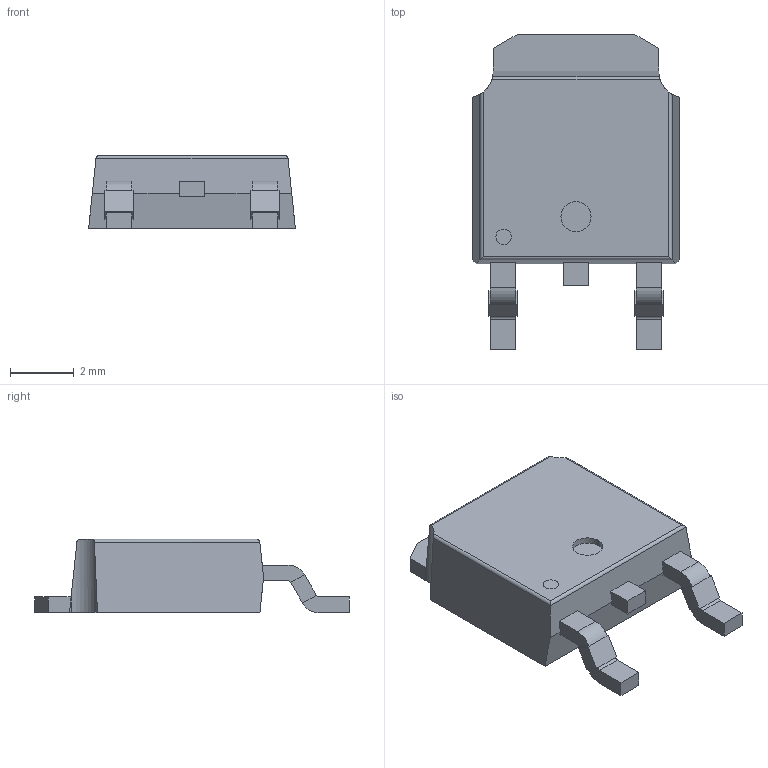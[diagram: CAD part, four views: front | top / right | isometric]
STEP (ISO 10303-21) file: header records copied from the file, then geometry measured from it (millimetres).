
FILE_DESCRIPTION (( 'STEP AP214' ), '1' );
FILE_NAME ('TO-252-3_L6.5-W6.1-P4.58-LS9.9-BR.STEP', '2021-10-26T03:14:10', ( 'PC' ), ( 'Microsoft' ), 'SwSTEP 2.0', 'SolidWorks 2018', '' );
FILE_SCHEMA (( 'AUTOMOTIVE_DESIGN' ));
Length unit declared in the file: millimetre
Products named in the file (2): TO-252-3_L6.5-W6.1-P4.58-LS9.9-BR
Bounding box: 6.5 x 9.9 x 2.31 mm (x, y, z)
Volume: 89.7 mm3; surface area: 158.3 mm2
Topology: 1 solids, 1 shells, 155 faces, 403 edges, 260 vertices
Faces by surface type: plane 118, cylinder 23, bspline 14
Entity records: 7073 total; most frequent: CARTESIAN_POINT 1699, ORIENTED_EDGE 806, DIRECTION 687, EDGE_CURVE 403, VECTOR 325, LINE 325, VERTEX_POINT 260, AXIS2_PLACEMENT_3D 181
